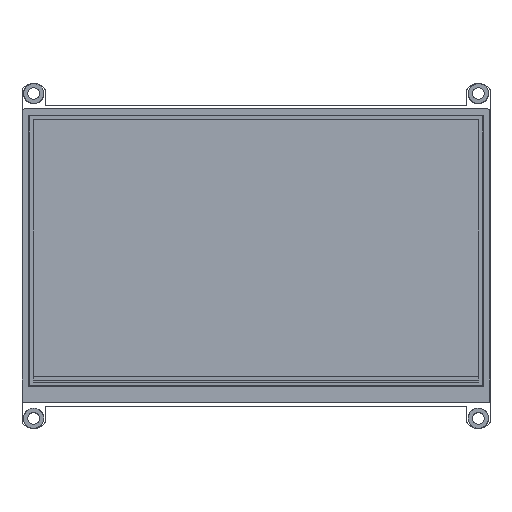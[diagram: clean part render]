
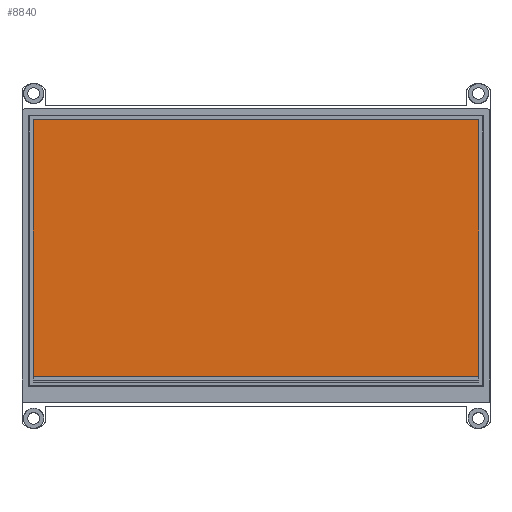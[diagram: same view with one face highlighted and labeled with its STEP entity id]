
A CAD part, top view. The second image highlights one B-rep face of the part: STEP entity #8840.
In plain terms, the highlighted planar face has unit normal (0, 0, 1).
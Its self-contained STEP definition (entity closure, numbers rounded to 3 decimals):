
#8541=DIRECTION('',(0.,-1.,0.));
#8542=VECTOR('',#8541,66.3);
#8543=CARTESIAN_POINT('',(-57.6,33.9,0.));
#8544=LINE('',#8543,#8542);
#8545=DIRECTION('',(-1.,0.,0.));
#8546=VECTOR('',#8545,115.2);
#8547=CARTESIAN_POINT('',(57.6,33.9,0.));
#8548=LINE('',#8547,#8546);
#8549=DIRECTION('',(0.,1.,0.));
#8550=VECTOR('',#8549,66.3);
#8551=CARTESIAN_POINT('',(57.6,-32.4,0.));
#8552=LINE('',#8551,#8550);
#8553=DIRECTION('',(1.,0.,0.));
#8554=VECTOR('',#8553,115.2);
#8555=CARTESIAN_POINT('',(-57.6,-32.4,0.));
#8556=LINE('',#8555,#8554);
#8561=CARTESIAN_POINT('',(-57.6,-32.4,0.));
#8562=CARTESIAN_POINT('',(57.6,-32.4,0.));
#8563=VERTEX_POINT('',#8561);
#8564=VERTEX_POINT('',#8562);
#8601=CARTESIAN_POINT('',(-57.6,33.9,0.));
#8602=VERTEX_POINT('',#8601);
#8603=CARTESIAN_POINT('',(57.6,33.9,0.));
#8604=VERTEX_POINT('',#8603);
#8828=CARTESIAN_POINT('',(0.,0.,0.));
#8829=DIRECTION('',(0.,0.,1.));
#8830=DIRECTION('',(1.,0.,0.));
#8831=AXIS2_PLACEMENT_3D('',#8828,#8829,#8830);
#8832=PLANE('',#8831);
#8833=ORIENTED_EDGE('',*,*,#8646,.F.);
#8834=ORIENTED_EDGE('',*,*,#8644,.F.);
#8835=ORIENTED_EDGE('',*,*,#8655,.F.);
#8837=ORIENTED_EDGE('',*,*,#8836,.F.);
#8838=EDGE_LOOP('',(#8833,#8834,#8835,#8837));
#8839=FACE_OUTER_BOUND('',#8838,.F.);
#8840=ADVANCED_FACE('',(#8839),#8832,.T.);
#8644=EDGE_CURVE('',#8604,#8602,#8548,.T.);
#8646=EDGE_CURVE('',#8602,#8563,#8544,.T.);
#8655=EDGE_CURVE('',#8564,#8604,#8552,.T.);
#8836=EDGE_CURVE('',#8563,#8564,#8556,.T.);
